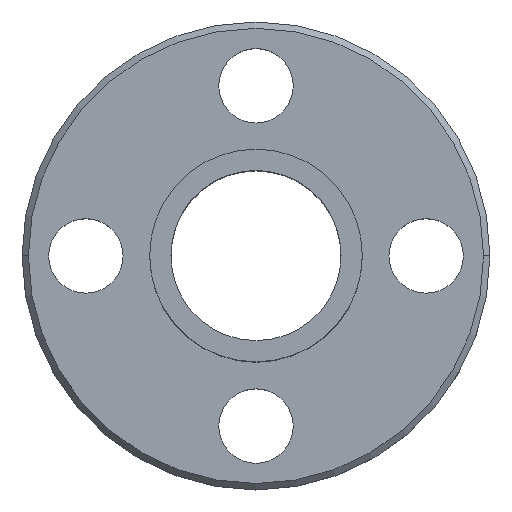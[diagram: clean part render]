
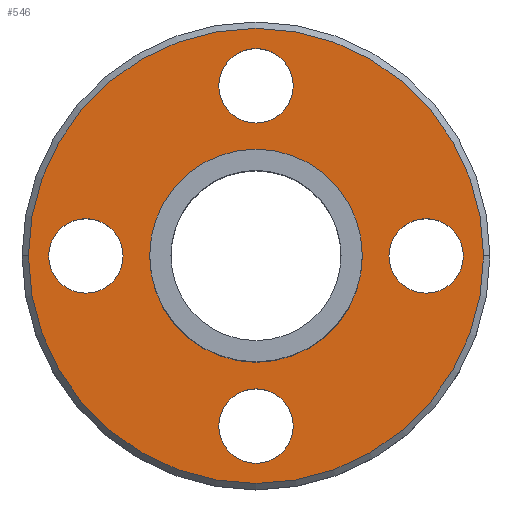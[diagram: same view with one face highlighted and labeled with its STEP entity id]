
A CAD part, top view. The second image highlights one B-rep face of the part: STEP entity #546.
In plain terms, the highlighted planar face has unit normal (0, 0, 1).
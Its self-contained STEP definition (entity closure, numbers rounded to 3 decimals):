
#1 = CARTESIAN_POINT ( 'NONE',  ( 5., 0., -11.5 ) ) ;
#3 = EDGE_CURVE ( 'NONE', #613, #65, #647, .T. ) ;
#9 = DIRECTION ( 'NONE',  ( -1., 0., 0. ) ) ;
#14 = CIRCLE ( 'NONE', #236, 1.75 ) ;
#20 = FACE_BOUND ( 'NONE', #474, .T. ) ;
#30 = CARTESIAN_POINT ( 'NONE',  ( -1.75, -8., -11.5 ) ) ;
#33 = DIRECTION ( 'NONE',  ( 0., 0., 1. ) ) ;
#34 = DIRECTION ( 'NONE',  ( 1., 0., 0. ) ) ;
#36 = DIRECTION ( 'NONE',  ( -1., 0., 0. ) ) ;
#40 = AXIS2_PLACEMENT_3D ( 'NONE', #183, #239, #232 ) ;
#42 = ORIENTED_EDGE ( 'NONE', *, *, #123, .F. ) ;
#49 = CIRCLE ( 'NONE', #87, 1.75 ) ;
#50 = CIRCLE ( 'NONE', #364, 1.75 ) ;
#52 = CARTESIAN_POINT ( 'NONE',  ( 0., 0., -11.5 ) ) ;
#60 = DIRECTION ( 'NONE',  ( -1., 0., 0. ) ) ;
#65 = VERTEX_POINT ( 'NONE', #467 ) ;
#76 = CIRCLE ( 'NONE', #40, 1.75 ) ;
#85 = VERTEX_POINT ( 'NONE', #457 ) ;
#86 = CARTESIAN_POINT ( 'NONE',  ( 0., -8., -11.5 ) ) ;
#87 = AXIS2_PLACEMENT_3D ( 'NONE', #86, #448, #139 ) ;
#88 = AXIS2_PLACEMENT_3D ( 'NONE', #634, #480, #622 ) ;
#90 = DIRECTION ( 'NONE',  ( 0., 0., -1. ) ) ;
#91 = CARTESIAN_POINT ( 'NONE',  ( 0., 0., -11.5 ) ) ;
#95 = DIRECTION ( 'NONE',  ( 0., 0., 1. ) ) ;
#100 = CIRCLE ( 'NONE', #565, 1.75 ) ;
#109 = ORIENTED_EDGE ( 'NONE', *, *, #304, .F. ) ;
#112 = DIRECTION ( 'NONE',  ( 0., 0., 1. ) ) ;
#113 = VERTEX_POINT ( 'NONE', #1 ) ;
#120 = ORIENTED_EDGE ( 'NONE', *, *, #331, .T. ) ;
#121 = DIRECTION ( 'NONE',  ( 0., 0., -1. ) ) ;
#123 = EDGE_CURVE ( 'NONE', #113, #466, #292, .T. ) ;
#127 = DIRECTION ( 'NONE',  ( 0., 0., -1. ) ) ;
#133 = DIRECTION ( 'NONE',  ( 1., 0., 0. ) ) ;
#139 = DIRECTION ( 'NONE',  ( -1., 0., 0. ) ) ;
#144 = DIRECTION ( 'NONE',  ( 0., 0., -1. ) ) ;
#151 = VERTEX_POINT ( 'NONE', #423 ) ;
#183 = CARTESIAN_POINT ( 'NONE',  ( 0., 8., -11.5 ) ) ;
#190 = DIRECTION ( 'NONE',  ( -1., 0., 0. ) ) ;
#196 = AXIS2_PLACEMENT_3D ( 'NONE', #250, #33, #344 ) ;
#210 = EDGE_LOOP ( 'NONE', ( #246, #604 ) ) ;
#232 = DIRECTION ( 'NONE',  ( -1., 0., 0. ) ) ;
#235 = CARTESIAN_POINT ( 'NONE',  ( 0., -8., -11.5 ) ) ;
#236 = AXIS2_PLACEMENT_3D ( 'NONE', #562, #90, #297 ) ;
#239 = DIRECTION ( 'NONE',  ( 0., 0., -1. ) ) ;
#242 = FACE_OUTER_BOUND ( 'NONE', #566, .T. ) ;
#246 = ORIENTED_EDGE ( 'NONE', *, *, #461, .T. ) ;
#250 = CARTESIAN_POINT ( 'NONE',  ( 0., 0., -11.5 ) ) ;
#252 = CARTESIAN_POINT ( 'NONE',  ( 0., 8., -11.5 ) ) ;
#264 = ORIENTED_EDGE ( 'NONE', *, *, #361, .T. ) ;
#272 = ORIENTED_EDGE ( 'NONE', *, *, #3, .T. ) ;
#276 = ORIENTED_EDGE ( 'NONE', *, *, #410, .T. ) ;
#277 = DIRECTION ( 'NONE',  ( 0., 0., -1. ) ) ;
#286 = FACE_BOUND ( 'NONE', #462, .T. ) ;
#292 = CIRCLE ( 'NONE', #350, 5. ) ;
#294 = VERTEX_POINT ( 'NONE', #654 ) ;
#297 = DIRECTION ( 'NONE',  ( -1., 0., 0. ) ) ;
#299 = CARTESIAN_POINT ( 'NONE',  ( 10.7, 0., -11.5 ) ) ;
#304 = EDGE_CURVE ( 'NONE', #466, #113, #459, .T. ) ;
#309 = EDGE_CURVE ( 'NONE', #294, #151, #650, .T. ) ;
#317 = ORIENTED_EDGE ( 'NONE', *, *, #571, .T. ) ;
#318 = PLANE ( 'NONE',  #478 ) ;
#325 = CARTESIAN_POINT ( 'NONE',  ( 1.75, 8., -11.5 ) ) ;
#331 = EDGE_CURVE ( 'NONE', #515, #612, #50, .T. ) ;
#344 = DIRECTION ( 'NONE',  ( 1., 0., 0. ) ) ;
#350 = AXIS2_PLACEMENT_3D ( 'NONE', #52, #112, #570 ) ;
#361 = EDGE_CURVE ( 'NONE', #664, #85, #434, .T. ) ;
#364 = AXIS2_PLACEMENT_3D ( 'NONE', #235, #577, #435 ) ;
#377 = ORIENTED_EDGE ( 'NONE', *, *, #614, .T. ) ;
#383 = VERTEX_POINT ( 'NONE', #325 ) ;
#384 = FACE_BOUND ( 'NONE', #210, .T. ) ;
#388 = CARTESIAN_POINT ( 'NONE',  ( -8., 0., -11.5 ) ) ;
#390 = CIRCLE ( 'NONE', #196, 10.7 ) ;
#398 = AXIS2_PLACEMENT_3D ( 'NONE', #252, #144, #36 ) ;
#405 = AXIS2_PLACEMENT_3D ( 'NONE', #443, #644, #133 ) ;
#410 = EDGE_CURVE ( 'NONE', #383, #623, #76, .T. ) ;
#423 = CARTESIAN_POINT ( 'NONE',  ( -9.75, 0., -11.5 ) ) ;
#426 = CARTESIAN_POINT ( 'NONE',  ( -5., 0., -11.5 ) ) ;
#434 = CIRCLE ( 'NONE', #88, 1.75 ) ;
#435 = DIRECTION ( 'NONE',  ( -1., 0., 0. ) ) ;
#440 = CARTESIAN_POINT ( 'NONE',  ( 0., 5., -11.5 ) ) ;
#443 = CARTESIAN_POINT ( 'NONE',  ( 0., 0., -11.5 ) ) ;
#444 = CARTESIAN_POINT ( 'NONE',  ( 6.25, 0., -11.5 ) ) ;
#446 = AXIS2_PLACEMENT_3D ( 'NONE', #455, #127, #60 ) ;
#448 = DIRECTION ( 'NONE',  ( 0., 0., -1. ) ) ;
#455 = CARTESIAN_POINT ( 'NONE',  ( -8., 0., -11.5 ) ) ;
#457 = CARTESIAN_POINT ( 'NONE',  ( 9.75, 0., -11.5 ) ) ;
#459 = CIRCLE ( 'NONE', #516, 5. ) ;
#461 = EDGE_CURVE ( 'NONE', #151, #294, #100, .T. ) ;
#462 = EDGE_LOOP ( 'NONE', ( #317, #120 ) ) ;
#466 = VERTEX_POINT ( 'NONE', #426 ) ;
#467 = CARTESIAN_POINT ( 'NONE',  ( -10.7, 0., -11.5 ) ) ;
#474 = EDGE_LOOP ( 'NONE', ( #42, #109 ) ) ;
#478 = AXIS2_PLACEMENT_3D ( 'NONE', #440, #277, #190 ) ;
#480 = DIRECTION ( 'NONE',  ( 0., 0., -1. ) ) ;
#491 = CIRCLE ( 'NONE', #398, 1.75 ) ;
#497 = CARTESIAN_POINT ( 'NONE',  ( -1.75, 8., -11.5 ) ) ;
#513 = ORIENTED_EDGE ( 'NONE', *, *, #567, .T. ) ;
#515 = VERTEX_POINT ( 'NONE', #535 ) ;
#516 = AXIS2_PLACEMENT_3D ( 'NONE', #91, #95, #34 ) ;
#535 = CARTESIAN_POINT ( 'NONE',  ( 1.75, -8., -11.5 ) ) ;
#538 = ORIENTED_EDGE ( 'NONE', *, *, #643, .T. ) ;
#546 = ADVANCED_FACE ( 'NONE', ( #384, #286, #631, #584, #20, #242 ), #318, .F. ) ;
#562 = CARTESIAN_POINT ( 'NONE',  ( 8., 0., -11.5 ) ) ;
#565 = AXIS2_PLACEMENT_3D ( 'NONE', #388, #121, #9 ) ;
#566 = EDGE_LOOP ( 'NONE', ( #513, #272 ) ) ;
#567 = EDGE_CURVE ( 'NONE', #65, #613, #390, .T. ) ;
#570 = DIRECTION ( 'NONE',  ( 1., 0., 0. ) ) ;
#571 = EDGE_CURVE ( 'NONE', #612, #515, #49, .T. ) ;
#577 = DIRECTION ( 'NONE',  ( 0., 0., -1. ) ) ;
#584 = FACE_BOUND ( 'NONE', #601, .T. ) ;
#601 = EDGE_LOOP ( 'NONE', ( #377, #276 ) ) ;
#604 = ORIENTED_EDGE ( 'NONE', *, *, #309, .T. ) ;
#612 = VERTEX_POINT ( 'NONE', #30 ) ;
#613 = VERTEX_POINT ( 'NONE', #299 ) ;
#614 = EDGE_CURVE ( 'NONE', #623, #383, #491, .T. ) ;
#620 = EDGE_LOOP ( 'NONE', ( #264, #538 ) ) ;
#622 = DIRECTION ( 'NONE',  ( -1., 0., 0. ) ) ;
#623 = VERTEX_POINT ( 'NONE', #497 ) ;
#631 = FACE_BOUND ( 'NONE', #620, .T. ) ;
#634 = CARTESIAN_POINT ( 'NONE',  ( 8., 0., -11.5 ) ) ;
#643 = EDGE_CURVE ( 'NONE', #85, #664, #14, .T. ) ;
#644 = DIRECTION ( 'NONE',  ( 0., 0., 1. ) ) ;
#647 = CIRCLE ( 'NONE', #405, 10.7 ) ;
#650 = CIRCLE ( 'NONE', #446, 1.75 ) ;
#654 = CARTESIAN_POINT ( 'NONE',  ( -6.25, 0., -11.5 ) ) ;
#664 = VERTEX_POINT ( 'NONE', #444 ) ;
